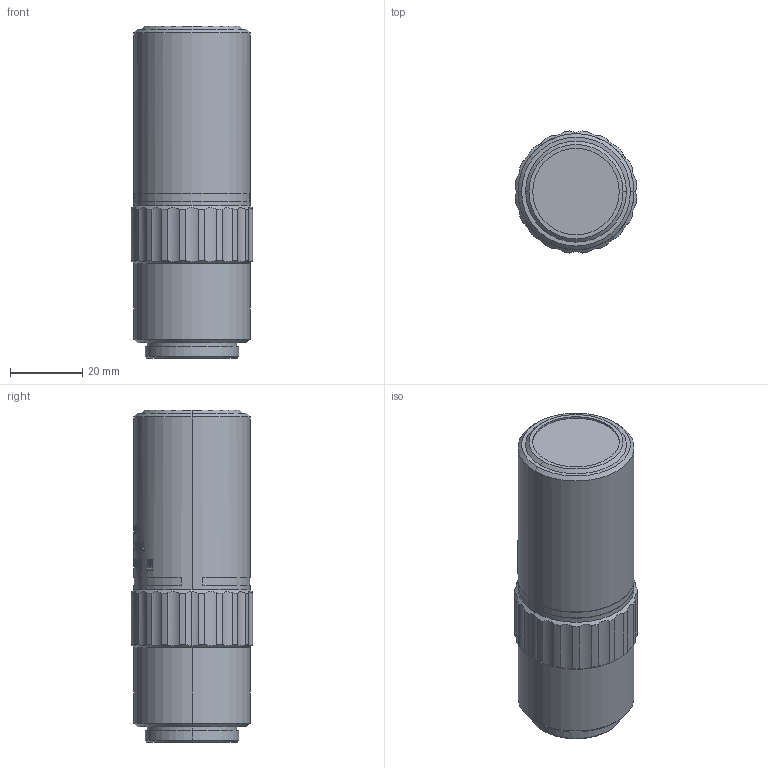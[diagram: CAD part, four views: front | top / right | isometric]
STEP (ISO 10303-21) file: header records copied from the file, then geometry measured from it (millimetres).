
FILE_DESCRIPTION (( 'STEP AP203' ), '1' );
FILE_NAME ('690168.STEP', '2026-02-04T08:42:46', ( '' ), ( '' ), 'SwSTEP 2.0', 'SolidWorks 2020', '' );
FILE_SCHEMA (( 'CONFIG_CONTROL_DESIGN' ));
Products named in the file (1): 690168
Bounding box: 33.82 x 33.82 x 92.09 mm (x, y, z)
Volume: 73214.2 mm3; surface area: 11211.6 mm2
Topology: 1 solids, 1 shells, 378 faces, 974 edges, 646 vertices
Faces by surface type: bspline 157, plane 111, cylinder 98, cone 12
Entity records: 37776 total; most frequent: CARTESIAN_POINT 29623, ORIENTED_EDGE 1948, DIRECTION 1170, EDGE_CURVE 974, VERTEX_POINT 646, B_SPLINE_CURVE_WITH_KNOTS 444, EDGE_LOOP 426, AXIS2_PLACEMENT_3D 418
